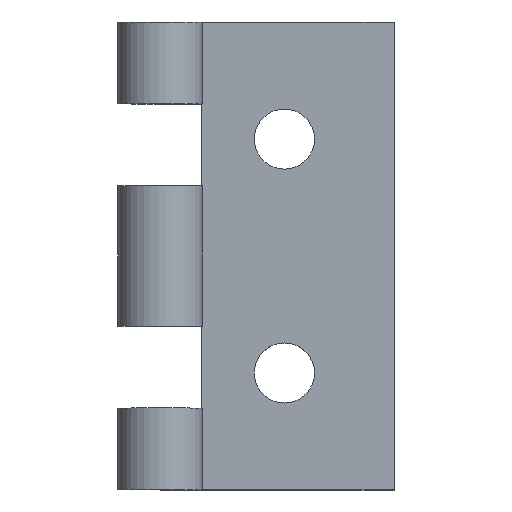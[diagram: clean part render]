
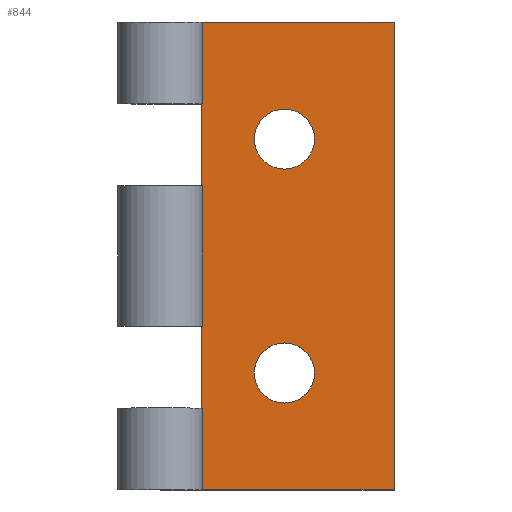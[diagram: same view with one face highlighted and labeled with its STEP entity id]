
A CAD part, top view. The second image highlights one B-rep face of the part: STEP entity #844.
In plain terms, the highlighted planar face has unit normal (0, 0, 1).
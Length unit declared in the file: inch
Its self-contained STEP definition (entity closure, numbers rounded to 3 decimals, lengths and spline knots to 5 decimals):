
#7 = VERTEX_POINT ( 'NONE', #251 ) ;
#11 = VERTEX_POINT ( 'NONE', #285 ) ;
#12 = VERTEX_POINT ( 'NONE', #292 ) ;
#14 = ORIENTED_EDGE ( 'NONE', *, *, #671, .T. ) ;
#24 = EDGE_CURVE ( 'NONE', #113, #7, #346, .T. ) ;
#30 = VERTEX_POINT ( 'NONE', #397 ) ;
#44 = EDGE_LOOP ( 'NONE', ( #708, #132 ) ) ;
#53 = ORIENTED_EDGE ( 'NONE', *, *, #24, .T. ) ;
#55 = VERTEX_POINT ( 'NONE', #552 ) ;
#62 = ORIENTED_EDGE ( 'NONE', *, *, #136, .F. ) ;
#65 = EDGE_CURVE ( 'NONE', #850, #743, #618, .T. ) ;
#68 = VERTEX_POINT ( 'NONE', #627 ) ;
#78 = EDGE_CURVE ( 'NONE', #317, #55, #693, .T. ) ;
#97 = EDGE_CURVE ( 'NONE', #68, #12, #436, .T. ) ;
#98 = EDGE_CURVE ( 'NONE', #448, #68, #440, .T. ) ;
#102 = EDGE_LOOP ( 'NONE', ( #869, #840, #131, #14, #142, #867, #838, #371, #117, #53, #390, #879 ) ) ;
#107 = VERTEX_POINT ( 'NONE', #187 ) ;
#109 = VERTEX_POINT ( 'NONE', #199 ) ;
#113 = VERTEX_POINT ( 'NONE', #210 ) ;
#117 = ORIENTED_EDGE ( 'NONE', *, *, #854, .T. ) ;
#130 = VERTEX_POINT ( 'NONE', #274 ) ;
#131 = ORIENTED_EDGE ( 'NONE', *, *, #78, .T. ) ;
#132 = ORIENTED_EDGE ( 'NONE', *, *, #264, .F. ) ;
#133 = EDGE_CURVE ( 'NONE', #107, #11, #275, .T. ) ;
#136 = EDGE_CURVE ( 'NONE', #11, #107, #286, .T. ) ;
#142 = ORIENTED_EDGE ( 'NONE', *, *, #98, .T. ) ;
#155 = EDGE_CURVE ( 'NONE', #109, #846, #369, .T. ) ;
#157 = EDGE_CURVE ( 'NONE', #12, #109, #377, .T. ) ;
#158 = EDGE_CURVE ( 'NONE', #7, #130, #381, .T. ) ;
#163 = VERTEX_POINT ( 'NONE', #398 ) ;
#187 = CARTESIAN_POINT ( 'NONE',  ( 0.6595, 0.5, 0. ) ) ;
#189 = ORIENTED_EDGE ( 'NONE', *, *, #133, .F. ) ;
#199 = CARTESIAN_POINT ( 'NONE',  ( 1., 2., 0. ) ) ;
#210 = CARTESIAN_POINT ( 'NONE',  ( 0.1502, 1.65, 0. ) ) ;
#251 = CARTESIAN_POINT ( 'NONE',  ( 0.17797, 1.65, 0. ) ) ;
#257 = FACE_BOUND ( 'NONE', #709, .T. ) ;
#258 = FACE_BOUND ( 'NONE', #44, .T. ) ;
#259 = FACE_OUTER_BOUND ( 'NONE', #102, .T. ) ;
#260 = PLANE ( 'NONE',  #261 ) ;
#261 = AXIS2_PLACEMENT_3D ( 'NONE', #266, #267, #268 ) ;
#264 = EDGE_CURVE ( 'NONE', #30, #163, #498, .T. ) ;
#266 = CARTESIAN_POINT ( 'NONE',  ( 0., 2., 0. ) ) ;
#267 = DIRECTION ( 'NONE',  ( 0., 0., -1. ) ) ;
#268 = DIRECTION ( 'NONE',  ( -1., 0., 0. ) ) ;
#274 = CARTESIAN_POINT ( 'NONE',  ( 0.17797, 1.3, 0. ) ) ;
#275 = CIRCLE ( 'NONE', #276, 0.1285 ) ;
#276 = AXIS2_PLACEMENT_3D ( 'NONE', #277, #278, #279 ) ;
#277 = CARTESIAN_POINT ( 'NONE',  ( 0.531, 0.5, 0. ) ) ;
#278 = DIRECTION ( 'NONE',  ( 0., 0., 1. ) ) ;
#279 = DIRECTION ( 'NONE',  ( 1., 0., 0. ) ) ;
#285 = CARTESIAN_POINT ( 'NONE',  ( 0.4025, 0.5, 0. ) ) ;
#286 = CIRCLE ( 'NONE', #287, 0.1285 ) ;
#287 = AXIS2_PLACEMENT_3D ( 'NONE', #288, #289, #290 ) ;
#288 = CARTESIAN_POINT ( 'NONE',  ( 0.531, 0.5, 0. ) ) ;
#289 = DIRECTION ( 'NONE',  ( 0., 0., 1. ) ) ;
#290 = DIRECTION ( 'NONE',  ( 1., 0., 0. ) ) ;
#291 = CARTESIAN_POINT ( 'NONE',  ( 0.1502, 2., 0. ) ) ;
#292 = CARTESIAN_POINT ( 'NONE',  ( 1., 0., 0. ) ) ;
#317 = VERTEX_POINT ( 'NONE', #526 ) ;
#334 = EDGE_CURVE ( 'NONE', #163, #30, #527, .T. ) ;
#346 = LINE ( 'NONE', #347, #348 ) ;
#347 = CARTESIAN_POINT ( 'NONE',  ( 0., 1.65, 0. ) ) ;
#348 = VECTOR ( 'NONE', #349, 39.37008 ) ;
#349 = DIRECTION ( 'NONE',  ( 1., 0., 0. ) ) ;
#369 = LINE ( 'NONE', #370, #374 ) ;
#370 = CARTESIAN_POINT ( 'NONE',  ( 0., 2., 0. ) ) ;
#371 = ORIENTED_EDGE ( 'NONE', *, *, #155, .T. ) ;
#374 = VECTOR ( 'NONE', #375, 39.37008 ) ;
#375 = DIRECTION ( 'NONE',  ( -1., 0., 0. ) ) ;
#376 = CARTESIAN_POINT ( 'NONE',  ( 0.1502, 1.3, 0. ) ) ;
#377 = LINE ( 'NONE', #378, #379 ) ;
#378 = CARTESIAN_POINT ( 'NONE',  ( 1., 0., 0. ) ) ;
#379 = VECTOR ( 'NONE', #380, 39.37008 ) ;
#380 = DIRECTION ( 'NONE',  ( 0., 1., 0. ) ) ;
#381 = LINE ( 'NONE', #382, #383 ) ;
#382 = CARTESIAN_POINT ( 'NONE',  ( 0.17797, 2., 0. ) ) ;
#383 = VECTOR ( 'NONE', #384, 39.37008 ) ;
#384 = DIRECTION ( 'NONE',  ( 0., -1., 0. ) ) ;
#390 = ORIENTED_EDGE ( 'NONE', *, *, #158, .T. ) ;
#397 = CARTESIAN_POINT ( 'NONE',  ( 0.4025, 1.5, 0. ) ) ;
#398 = CARTESIAN_POINT ( 'NONE',  ( 0.6595, 1.5, 0. ) ) ;
#404 = LINE ( 'NONE', #405, #406 ) ;
#405 = CARTESIAN_POINT ( 'NONE',  ( 0.1502, 2., 0. ) ) ;
#406 = VECTOR ( 'NONE', #410, 39.37008 ) ;
#410 = DIRECTION ( 'NONE',  ( 0., -1., 0. ) ) ;
#411 = LINE ( 'NONE', #412, #413 ) ;
#412 = CARTESIAN_POINT ( 'NONE',  ( 0., 1.3, 0. ) ) ;
#413 = VECTOR ( 'NONE', #414, 39.37008 ) ;
#414 = DIRECTION ( 'NONE',  ( -1., 0., 0. ) ) ;
#434 = CARTESIAN_POINT ( 'NONE',  ( 0.1502, 0.7, 0. ) ) ;
#436 = LINE ( 'NONE', #437, #438 ) ;
#437 = CARTESIAN_POINT ( 'NONE',  ( 0., 0., 0. ) ) ;
#438 = VECTOR ( 'NONE', #439, 39.37008 ) ;
#439 = DIRECTION ( 'NONE',  ( 1., 0., 0. ) ) ;
#440 = LINE ( 'NONE', #441, #442 ) ;
#441 = CARTESIAN_POINT ( 'NONE',  ( 0.1502, 2., 0. ) ) ;
#442 = VECTOR ( 'NONE', #443, 39.37008 ) ;
#443 = DIRECTION ( 'NONE',  ( 0., -1., 0. ) ) ;
#448 = VERTEX_POINT ( 'NONE', #591 ) ;
#498 = CIRCLE ( 'NONE', #499, 0.1285 ) ;
#499 = AXIS2_PLACEMENT_3D ( 'NONE', #500, #502, #503 ) ;
#500 = CARTESIAN_POINT ( 'NONE',  ( 0.531, 1.5, 0. ) ) ;
#502 = DIRECTION ( 'NONE',  ( 0., 0., 1. ) ) ;
#503 = DIRECTION ( 'NONE',  ( 1., 0., 0. ) ) ;
#526 = CARTESIAN_POINT ( 'NONE',  ( 0.17797, 0.7, 0. ) ) ;
#527 = CIRCLE ( 'NONE', #528, 0.1285 ) ;
#528 = AXIS2_PLACEMENT_3D ( 'NONE', #529, #530, #531 ) ;
#529 = CARTESIAN_POINT ( 'NONE',  ( 0.531, 1.5, 0. ) ) ;
#530 = DIRECTION ( 'NONE',  ( 0., 0., 1. ) ) ;
#531 = DIRECTION ( 'NONE',  ( 1., 0., 0. ) ) ;
#537 = EDGE_CURVE ( 'NONE', #743, #317, #648, .T. ) ;
#552 = CARTESIAN_POINT ( 'NONE',  ( 0.17797, 0.35, 0. ) ) ;
#591 = CARTESIAN_POINT ( 'NONE',  ( 0.1502, 0.35, 0. ) ) ;
#618 = LINE ( 'NONE', #619, #620 ) ;
#619 = CARTESIAN_POINT ( 'NONE',  ( 0.1502, 2., 0. ) ) ;
#620 = VECTOR ( 'NONE', #621, 39.37008 ) ;
#621 = DIRECTION ( 'NONE',  ( 0., -1., 0. ) ) ;
#627 = CARTESIAN_POINT ( 'NONE',  ( 0.1502, 0., 0. ) ) ;
#648 = LINE ( 'NONE', #649, #653 ) ;
#649 = CARTESIAN_POINT ( 'NONE',  ( 0., 0.7, 0. ) ) ;
#653 = VECTOR ( 'NONE', #654, 39.37008 ) ;
#654 = DIRECTION ( 'NONE',  ( 1., 0., 0. ) ) ;
#671 = EDGE_CURVE ( 'NONE', #55, #448, #725, .T. ) ;
#693 = LINE ( 'NONE', #694, #695 ) ;
#694 = CARTESIAN_POINT ( 'NONE',  ( 0.17797, 2., 0. ) ) ;
#695 = VECTOR ( 'NONE', #696, 39.37008 ) ;
#696 = DIRECTION ( 'NONE',  ( 0., -1., 0. ) ) ;
#708 = ORIENTED_EDGE ( 'NONE', *, *, #334, .F. ) ;
#709 = EDGE_LOOP ( 'NONE', ( #189, #62 ) ) ;
#725 = LINE ( 'NONE', #727, #728 ) ;
#727 = CARTESIAN_POINT ( 'NONE',  ( 0., 0.35, 0. ) ) ;
#728 = VECTOR ( 'NONE', #729, 39.37008 ) ;
#729 = DIRECTION ( 'NONE',  ( -1., 0., 0. ) ) ;
#743 = VERTEX_POINT ( 'NONE', #434 ) ;
#838 = ORIENTED_EDGE ( 'NONE', *, *, #157, .T. ) ;
#840 = ORIENTED_EDGE ( 'NONE', *, *, #537, .T. ) ;
#844 = ADVANCED_FACE ( 'NONE', ( #257, #258, #259 ), #260, .F. ) ;
#846 = VERTEX_POINT ( 'NONE', #291 ) ;
#850 = VERTEX_POINT ( 'NONE', #376 ) ;
#854 = EDGE_CURVE ( 'NONE', #846, #113, #404, .T. ) ;
#855 = EDGE_CURVE ( 'NONE', #130, #850, #411, .T. ) ;
#867 = ORIENTED_EDGE ( 'NONE', *, *, #97, .T. ) ;
#869 = ORIENTED_EDGE ( 'NONE', *, *, #65, .T. ) ;
#879 = ORIENTED_EDGE ( 'NONE', *, *, #855, .T. ) ;
